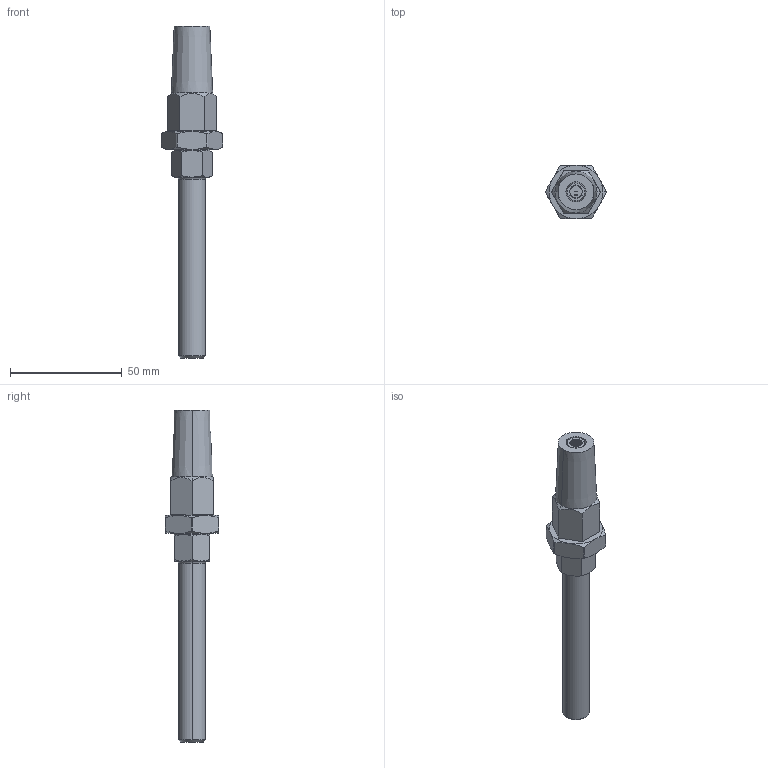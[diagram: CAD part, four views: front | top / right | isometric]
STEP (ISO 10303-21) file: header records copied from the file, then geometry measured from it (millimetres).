
FILE_DESCRIPTION (( 'STEP AP203' ), '1' );
FILE_NAME ('10170006.STEP', '2018-03-13T13:41:11', ( '' ), ( '' ), 'SwSTEP 2.0', 'SolidWorks 2015', '' );
FILE_SCHEMA (( 'CONFIG_CONTROL_DESIGN' ));
Length unit declared in the file: millimetre
Products named in the file (7): 1017000X Teil4_10170006 Teil4; 10170006; 1017000X Teil2_10170006 Teil2; 1017000X Teil5_10170006 Teil5; 1017000X Teil3_10170006 Teil3; 1017000X Teil1_10170006 Teil1; 1017000X Teil6_10170006 Teil6
Assembly tree (8 placements, depth 2):
  10170006
    1017000X Teil4_10170006 Teil4
    1017000X Teil5_10170006 Teil5
    1017000X Teil3_10170006 Teil3
    1017000X Teil2_10170006 Teil2  x3
    1017000X Teil1_10170006 Teil1
    1017000X Teil6_10170006 Teil6
Bounding box: 27.56 x 24 x 148.75 mm (x, y, z)
Volume: 26806.1 mm3; surface area: 13888.6 mm2
Topology: 8 solids, 8 shells, 576 faces, 1555 edges, 1020 vertices
Faces by surface type: cylinder 153, torus 140, plane 140, bspline 93, cone 50
Entity records: 18649 total; most frequent: CARTESIAN_POINT 8827, ORIENTED_EDGE 2018, DIRECTION 1648, EDGE_CURVE 1009, VERTEX_POINT 656, AXIS2_PLACEMENT_3D 581, VECTOR 486, LINE 486
